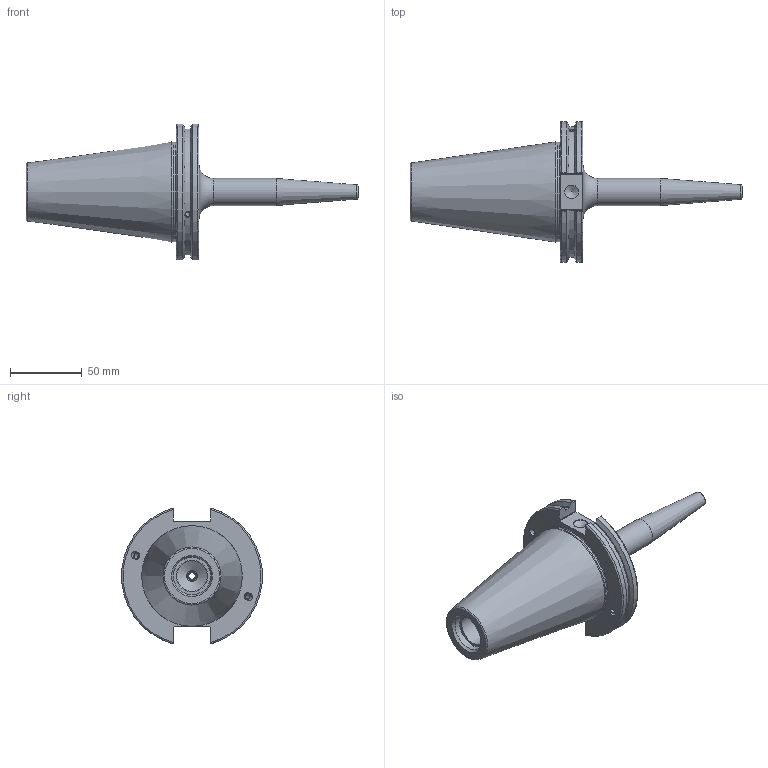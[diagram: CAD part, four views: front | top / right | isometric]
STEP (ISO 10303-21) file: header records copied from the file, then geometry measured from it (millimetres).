
FILE_DESCRIPTION(/* description */ (''),/* implementation_level */ '2;1');
FILE_NAME(/* name */ 'VL226.stp',/* time_stamp */ '2021-11-11T14:25:51+09:00',/* author */ ('eos'),/* organization */ (''),/* preprocessor_version */ 'ST-DEVELOPER v18.1',/* originating_system */ 'Autodesk Inventor 2022',/* authorisation */ '');
FILE_SCHEMA (('AUTOMOTIVE_DESIGN { 1 0 10303 214 3 1 1 }'));
Length unit declared in the file: millimetre
Products named in the file (1): CAT50
Bounding box: 231.6 x 98.06 x 94.69 mm (x, y, z)
Volume: 344879.5 mm3; surface area: 52626.9 mm2
Topology: 1 solids, 1 shells, 85 faces, 226 edges, 148 vertices
Faces by surface type: plane 35, cylinder 27, cone 15, torus 8
Full cylindrical faces by diameter (mm): 3.242 x4, 4.134 x2, 4.2 x2, 4.763 x1, 5 x2, 6 x1, 8 x1, 9.525 x1, 19 x1, 21.5 x1, 21.971 x1, 26.2 x1, 69.25 x1
Entity records: 3047 total; most frequent: CARTESIAN_POINT 929, ORIENTED_EDGE 446, DIRECTION 416, EDGE_CURVE 223, AXIS2_PLACEMENT_3D 161, VERTEX_POINT 148, EDGE_LOOP 103, LINE 94
